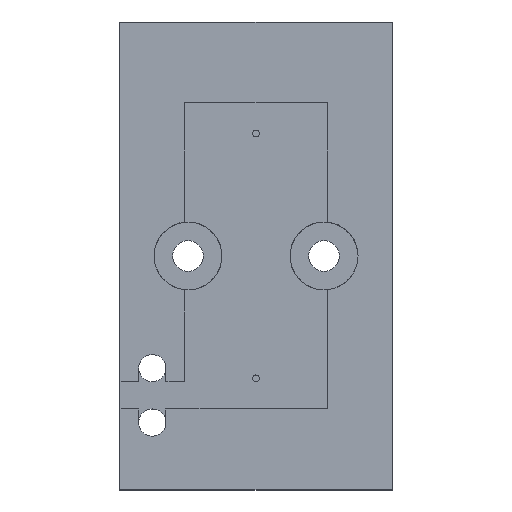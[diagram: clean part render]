
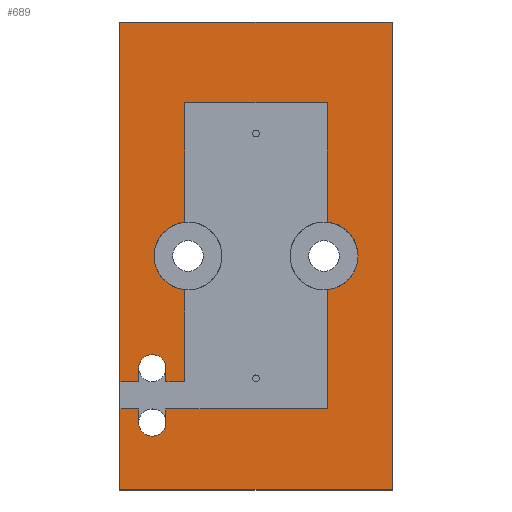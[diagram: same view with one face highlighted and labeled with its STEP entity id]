
A CAD part, top view. The second image highlights one B-rep face of the part: STEP entity #689.
In plain terms, the highlighted planar face has unit normal (0, 0, 1).
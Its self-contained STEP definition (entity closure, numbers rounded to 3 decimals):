
#32=CIRCLE('',#719,2.);
#46=CIRCLE('',#749,2.);
#47=CIRCLE('',#755,5.);
#49=CIRCLE('',#757,5.);
#50=CIRCLE('',#759,5.);
#79=FACE_OUTER_BOUND('',#119,.T.);
#119=EDGE_LOOP('',(#574,#575,#576,#577,#578,#579,#580,#581,#582,#583,#584,
#585,#586,#587,#588,#589,#590,#591,#592,#593,#594,#595,#596));
#162=LINE('',#1065,#236);
#164=LINE('',#1069,#238);
#166=LINE('',#1073,#240);
#168=LINE('',#1078,#242);
#171=LINE('',#1083,#245);
#173=LINE('',#1087,#247);
#175=LINE('',#1092,#249);
#178=LINE('',#1097,#252);
#180=LINE('',#1101,#254);
#184=LINE('',#1110,#258);
#186=LINE('',#1114,#260);
#188=LINE('',#1119,#262);
#191=LINE('',#1123,#265);
#193=LINE('',#1133,#267);
#194=LINE('',#1135,#268);
#195=LINE('',#1137,#269);
#196=LINE('',#1139,#270);
#197=LINE('',#1140,#271);
#236=VECTOR('',#859,10.);
#238=VECTOR('',#863,10.);
#240=VECTOR('',#867,10.);
#242=VECTOR('',#871,10.);
#245=VECTOR('',#876,10.);
#247=VECTOR('',#880,10.);
#249=VECTOR('',#884,10.);
#252=VECTOR('',#889,10.);
#254=VECTOR('',#893,10.);
#258=VECTOR('',#903,10.);
#260=VECTOR('',#907,10.);
#262=VECTOR('',#911,10.);
#265=VECTOR('',#916,10.);
#267=VECTOR('',#928,10.);
#268=VECTOR('',#929,10.);
#269=VECTOR('',#930,10.);
#270=VECTOR('',#931,10.);
#271=VECTOR('',#932,10.);
#287=VERTEX_POINT('',#989);
#288=VERTEX_POINT('',#990);
#318=VERTEX_POINT('',#1064);
#319=VERTEX_POINT('',#1068);
#320=VERTEX_POINT('',#1072);
#321=VERTEX_POINT('',#1076);
#322=VERTEX_POINT('',#1077);
#323=VERTEX_POINT('',#1082);
#324=VERTEX_POINT('',#1086);
#325=VERTEX_POINT('',#1090);
#326=VERTEX_POINT('',#1091);
#327=VERTEX_POINT('',#1096);
#328=VERTEX_POINT('',#1100);
#329=VERTEX_POINT('',#1104);
#330=VERTEX_POINT('',#1109);
#331=VERTEX_POINT('',#1113);
#332=VERTEX_POINT('',#1117);
#333=VERTEX_POINT('',#1118);
#334=VERTEX_POINT('',#1125);
#336=VERTEX_POINT('',#1132);
#337=VERTEX_POINT('',#1134);
#338=VERTEX_POINT('',#1136);
#339=VERTEX_POINT('',#1138);
#353=EDGE_CURVE('',#287,#288,#32,.T.);
#390=EDGE_CURVE('',#318,#287,#162,.T.);
#392=EDGE_CURVE('',#319,#318,#164,.T.);
#394=EDGE_CURVE('',#320,#319,#166,.T.);
#396=EDGE_CURVE('',#321,#322,#168,.T.);
#399=EDGE_CURVE('',#323,#321,#171,.T.);
#401=EDGE_CURVE('',#324,#323,#173,.T.);
#403=EDGE_CURVE('',#325,#326,#175,.T.);
#406=EDGE_CURVE('',#327,#325,#178,.T.);
#408=EDGE_CURVE('',#328,#327,#180,.T.);
#410=EDGE_CURVE('',#329,#328,#46,.T.);
#413=EDGE_CURVE('',#330,#329,#184,.T.);
#415=EDGE_CURVE('',#331,#330,#186,.T.);
#417=EDGE_CURVE('',#332,#333,#188,.T.);
#420=EDGE_CURVE('',#288,#332,#191,.T.);
#421=EDGE_CURVE('',#334,#320,#47,.T.);
#424=EDGE_CURVE('',#322,#334,#49,.T.);
#425=EDGE_CURVE('',#333,#336,#193,.T.);
#426=EDGE_CURVE('',#336,#337,#194,.T.);
#427=EDGE_CURVE('',#337,#338,#195,.T.);
#428=EDGE_CURVE('',#338,#339,#196,.T.);
#429=EDGE_CURVE('',#339,#331,#197,.T.);
#430=EDGE_CURVE('',#326,#324,#50,.T.);
#574=ORIENTED_EDGE('',*,*,#401,.T.);
#575=ORIENTED_EDGE('',*,*,#399,.T.);
#576=ORIENTED_EDGE('',*,*,#396,.T.);
#577=ORIENTED_EDGE('',*,*,#424,.T.);
#578=ORIENTED_EDGE('',*,*,#421,.T.);
#579=ORIENTED_EDGE('',*,*,#394,.T.);
#580=ORIENTED_EDGE('',*,*,#392,.T.);
#581=ORIENTED_EDGE('',*,*,#390,.T.);
#582=ORIENTED_EDGE('',*,*,#353,.T.);
#583=ORIENTED_EDGE('',*,*,#420,.T.);
#584=ORIENTED_EDGE('',*,*,#417,.T.);
#585=ORIENTED_EDGE('',*,*,#425,.T.);
#586=ORIENTED_EDGE('',*,*,#426,.T.);
#587=ORIENTED_EDGE('',*,*,#427,.T.);
#588=ORIENTED_EDGE('',*,*,#428,.T.);
#589=ORIENTED_EDGE('',*,*,#429,.T.);
#590=ORIENTED_EDGE('',*,*,#415,.T.);
#591=ORIENTED_EDGE('',*,*,#413,.T.);
#592=ORIENTED_EDGE('',*,*,#410,.T.);
#593=ORIENTED_EDGE('',*,*,#408,.T.);
#594=ORIENTED_EDGE('',*,*,#406,.T.);
#595=ORIENTED_EDGE('',*,*,#403,.T.);
#596=ORIENTED_EDGE('',*,*,#430,.T.);
#657=PLANE('',#758);
#689=ADVANCED_FACE('',(#79),#657,.T.);
#719=AXIS2_PLACEMENT_3D('',#991,#794,#795);
#749=AXIS2_PLACEMENT_3D('',#1105,#897,#898);
#755=AXIS2_PLACEMENT_3D('',#1126,#919,#920);
#757=AXIS2_PLACEMENT_3D('',#1130,#924,#925);
#758=AXIS2_PLACEMENT_3D('',#1131,#926,#927);
#759=AXIS2_PLACEMENT_3D('',#1141,#933,#934);
#794=DIRECTION('center_axis',(0.,0.,-1.));
#795=DIRECTION('ref_axis',(-1.,0.,0.));
#859=DIRECTION('',(0.,-1.,0.));
#863=DIRECTION('',(-1.,0.,0.));
#867=DIRECTION('',(0.,-1.,0.));
#871=DIRECTION('',(0.,-1.,0.));
#876=DIRECTION('',(1.,0.,0.));
#880=DIRECTION('',(0.,1.,0.));
#884=DIRECTION('',(0.,1.,0.));
#889=DIRECTION('',(1.,0.,0.));
#893=DIRECTION('',(0.,-1.,0.));
#897=DIRECTION('center_axis',(0.,0.,-1.));
#898=DIRECTION('ref_axis',(-1.,0.,0.));
#903=DIRECTION('',(0.,1.,0.));
#907=DIRECTION('',(1.,0.,0.));
#911=DIRECTION('',(-1.,0.,0.));
#916=DIRECTION('',(0.,1.,0.));
#919=DIRECTION('center_axis',(0.,0.,-1.));
#920=DIRECTION('ref_axis',(-1.,0.,0.));
#924=DIRECTION('center_axis',(0.,0.,-1.));
#925=DIRECTION('ref_axis',(-1.,0.,0.));
#926=DIRECTION('center_axis',(0.,0.,1.));
#927=DIRECTION('ref_axis',(-1.,0.,0.));
#928=DIRECTION('',(0.,-1.,0.));
#929=DIRECTION('',(1.,0.,0.));
#930=DIRECTION('',(0.,1.,0.));
#931=DIRECTION('',(-1.,0.,0.));
#932=DIRECTION('',(0.,-1.,0.));
#933=DIRECTION('center_axis',(0.,0.,-1.));
#934=DIRECTION('ref_axis',(-1.,0.,0.));
#989=CARTESIAN_POINT('',(6.75,98.586,95.813));
#990=CARTESIAN_POINT('',(2.75,98.586,95.813));
#991=CARTESIAN_POINT('Origin',(4.75,98.586,95.813));
#1064=CARTESIAN_POINT('',(6.75,100.586,95.813));
#1065=CARTESIAN_POINT('',(6.75,111.836,95.813));
#1068=CARTESIAN_POINT('',(30.5,100.586,95.813));
#1069=CARTESIAN_POINT('',(25.25,100.586,95.813));
#1072=CARTESIAN_POINT('',(30.5,118.111,95.813));
#1073=CARTESIAN_POINT('',(30.5,120.598,95.813));
#1076=CARTESIAN_POINT('',(30.5,145.586,95.813));
#1077=CARTESIAN_POINT('',(30.5,128.061,95.813));
#1078=CARTESIAN_POINT('',(30.5,134.336,95.813));
#1082=CARTESIAN_POINT('',(9.5,145.586,95.813));
#1083=CARTESIAN_POINT('',(14.75,145.586,95.813));
#1086=CARTESIAN_POINT('',(9.5,128.061,95.813));
#1087=CARTESIAN_POINT('',(9.5,125.573,95.813));
#1090=CARTESIAN_POINT('',(9.5,104.586,95.813));
#1091=CARTESIAN_POINT('',(9.5,118.111,95.813));
#1092=CARTESIAN_POINT('',(9.5,113.836,95.813));
#1096=CARTESIAN_POINT('',(6.75,104.586,95.813));
#1097=CARTESIAN_POINT('',(13.375,104.586,95.813));
#1100=CARTESIAN_POINT('',(6.75,106.586,95.813));
#1101=CARTESIAN_POINT('',(6.75,114.836,95.813));
#1104=CARTESIAN_POINT('',(2.75,106.586,95.813));
#1105=CARTESIAN_POINT('Origin',(4.75,106.586,95.813));
#1109=CARTESIAN_POINT('',(2.75,104.586,95.813));
#1110=CARTESIAN_POINT('',(2.75,113.836,95.813));
#1113=CARTESIAN_POINT('',(0.,104.586,95.813));
#1114=CARTESIAN_POINT('',(10.,104.586,95.813));
#1117=CARTESIAN_POINT('',(2.75,100.586,95.813));
#1118=CARTESIAN_POINT('',(0.,100.586,95.813));
#1119=CARTESIAN_POINT('',(11.375,100.586,95.813));
#1123=CARTESIAN_POINT('',(2.75,110.836,95.813));
#1125=CARTESIAN_POINT('',(35.,123.086,95.813));
#1126=CARTESIAN_POINT('Origin',(30.,123.086,95.813));
#1130=CARTESIAN_POINT('Origin',(30.,123.086,95.813));
#1131=CARTESIAN_POINT('Origin',(20.,123.086,95.813));
#1132=CARTESIAN_POINT('',(0.,88.686,95.813));
#1133=CARTESIAN_POINT('',(0.,88.686,95.813));
#1134=CARTESIAN_POINT('',(40.,88.686,95.813));
#1135=CARTESIAN_POINT('',(40.,88.686,95.813));
#1136=CARTESIAN_POINT('',(40.,157.486,95.813));
#1137=CARTESIAN_POINT('',(40.,157.486,95.813));
#1138=CARTESIAN_POINT('',(0.,157.486,95.813));
#1139=CARTESIAN_POINT('',(0.,157.486,95.813));
#1140=CARTESIAN_POINT('',(0.,88.686,95.813));
#1141=CARTESIAN_POINT('Origin',(10.,123.086,95.813));
